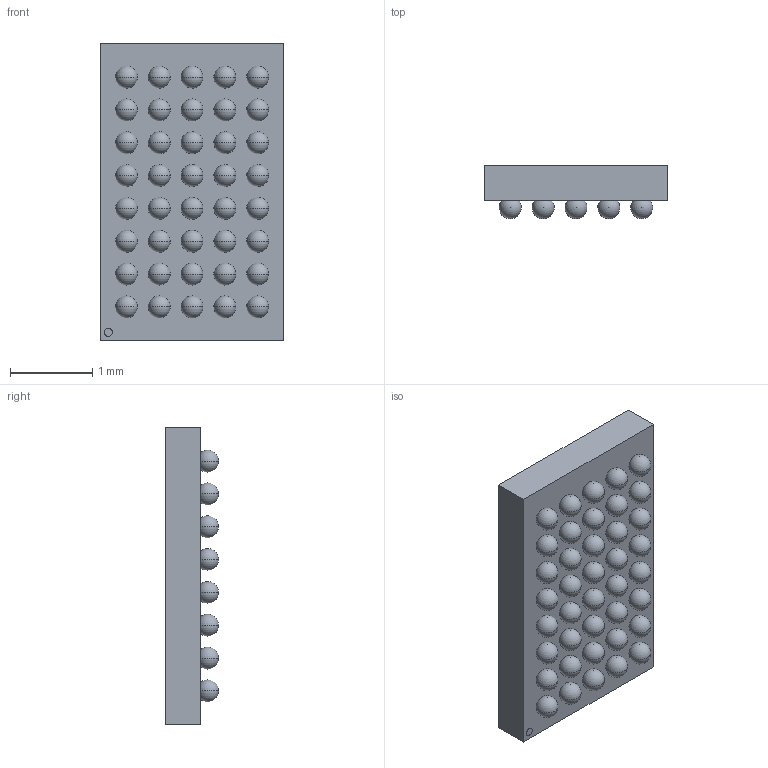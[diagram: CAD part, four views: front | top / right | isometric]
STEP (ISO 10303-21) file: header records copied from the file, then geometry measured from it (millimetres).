
FILE_DESCRIPTION (( 'STEP AP214' ), '1' );
FILE_NAME ('P9027LP-RAWGI8.STEP', '2020-04-26T08:11:20', ( '' ), ( '' ), 'SwSTEP 2.0', 'SolidWorks 2017', '' );
FILE_SCHEMA (( 'AUTOMOTIVE_DESIGN' ));
Length unit declared in the file: millimetre
Products named in the file (1): P9027LP-RAWGI8
Bounding box: 2.24 x 0.65 x 3.62 mm (x, y, z)
Volume: 3.9 mm3; surface area: 30.3 mm2
Topology: 43 solids, 43 shells, 140 faces, 396 edges, 264 vertices
Faces by surface type: sphere 80, plane 52, cylinder 8
Entity records: 3548 total; most frequent: DIRECTION 654, CARTESIAN_POINT 481, ORIENTED_EDGE 392, AXIS2_PLACEMENT_3D 317, EDGE_CURVE 196, CIRCLE 176, VERTEX_POINT 144, EDGE_LOOP 142
